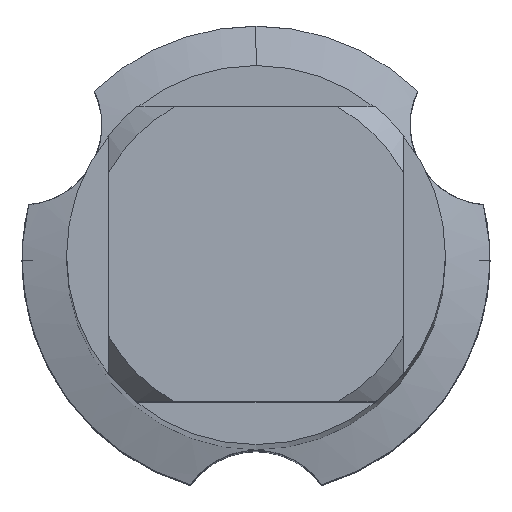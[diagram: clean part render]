
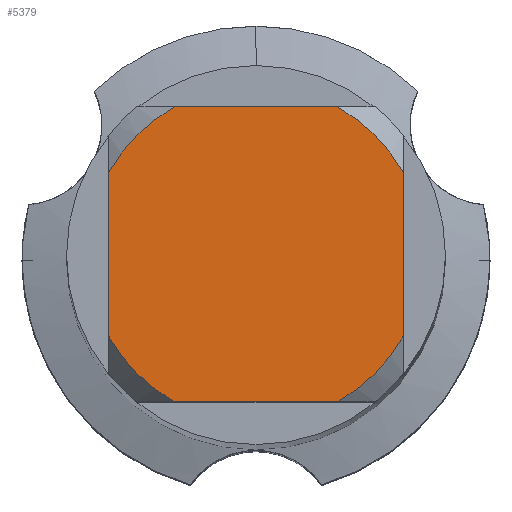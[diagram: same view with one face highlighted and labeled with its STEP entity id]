
A CAD part, top view. The second image highlights one B-rep face of the part: STEP entity #5379.
In plain terms, the highlighted planar face has unit normal (0, 0, 1).
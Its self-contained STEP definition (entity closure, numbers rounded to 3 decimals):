
#2219=VERTEX_POINT('',#5981);
#2589=EDGE_CURVE('',#4611,#4179,#6379,.T.);
#2595=VERTEX_POINT('',#6385);
#2859=VERTEX_POINT('',#6676);
#3323=VERTEX_POINT('',#7189);
#3421=EDGE_CURVE('',#2595,#4179,#7297,.T.);
#3579=VERTEX_POINT('',#7470);
#4103=EDGE_CURVE('',#4259,#2859,#8038,.T.);
#4161=EDGE_CURVE('',#3579,#2219,#8100,.T.);
#4173=EDGE_CURVE('',#4259,#3323,#8113,.T.);
#4179=VERTEX_POINT('',#8119);
#4259=VERTEX_POINT('',#8208);
#4503=EDGE_CURVE('',#4611,#3323,#8467,.T.);
#4611=VERTEX_POINT('',#8583);
#5323=EDGE_CURVE('',#2595,#2219,#9364,.T.);
#5379=ADVANCED_FACE('',(#9427),#9428,.T.);
#5435=EDGE_CURVE('',#3579,#2859,#9487,.T.);
#5981=CARTESIAN_POINT('',(-1.936,3.5,0.0));
#6379=LINE('',#11672,#11673);
#6385=CARTESIAN_POINT('',(1.936,3.5,0.0));
#6676=CARTESIAN_POINT('',(-3.5,-1.936,0.0));
#7189=CARTESIAN_POINT('',(1.936,-3.5,0.0));
#7297=CIRCLE('',#14193,4.0);
#7470=CARTESIAN_POINT('',(-3.5,1.936,0.0));
#8038=CIRCLE('',#16125,4.0);
#8100=CIRCLE('',#16323,4.0);
#8113=LINE('',#16370,#16371);
#8119=CARTESIAN_POINT('',(3.5,1.936,0.0));
#8208=CARTESIAN_POINT('',(-1.936,-3.5,0.0));
#8467=CIRCLE('',#17359,4.0);
#8583=CARTESIAN_POINT('',(3.5,-1.936,0.0));
#9364=LINE('',#19824,#19825);
#9427=FACE_OUTER_BOUND('',#19967,.T.);
#9428=PLANE('',#19968);
#9487=LINE('',#20145,#20146);
#11672=CARTESIAN_POINT('',(3.5,1.0,0.0));
#11673=VECTOR('',#21497,1.0);
#14193=AXIS2_PLACEMENT_3D('',#22635,#22636,#22637);
#16125=AXIS2_PLACEMENT_3D('',#23511,#23512,#23513);
#16323=AXIS2_PLACEMENT_3D('',#23566,#23567,#23568);
#16370=CARTESIAN_POINT('',(0.0,-3.5,0.0));
#16371=VECTOR('',#23581,1.0);
#17359=AXIS2_PLACEMENT_3D('',#23911,#23912,#23913);
#19824=CARTESIAN_POINT('',(0.0,3.5,0.0));
#19825=VECTOR('',#24896,1.0);
#19967=EDGE_LOOP('',(#24973,#24974,#24975,#24976,#24977,#24978,#24979,#24980));
#19968=AXIS2_PLACEMENT_3D('',#24981,#24982,#24983);
#20145=CARTESIAN_POINT('',(-3.5,1.0,0.0));
#20146=VECTOR('',#25019,1.0);
#21497=DIRECTION('',(-0.0,1.0,0.0));
#22635=CARTESIAN_POINT('',(0.0,0.0,0.0));
#22636=DIRECTION('',(0.0,0.0,-1.0));
#22637=DIRECTION('',(0.0,1.0,0.0));
#23511=CARTESIAN_POINT('',(0.0,0.0,0.0));
#23512=DIRECTION('',(0.0,0.0,-1.0));
#23513=DIRECTION('',(0.0,1.0,0.0));
#23566=CARTESIAN_POINT('',(0.0,0.0,0.0));
#23567=DIRECTION('',(0.0,0.0,-1.0));
#23568=DIRECTION('',(0.0,1.0,0.0));
#23581=DIRECTION('',(1.0,0.0,0.0));
#23911=CARTESIAN_POINT('',(0.0,0.0,0.0));
#23912=DIRECTION('',(0.0,0.0,-1.0));
#23913=DIRECTION('',(0.0,1.0,0.0));
#24896=DIRECTION('',(-1.0,0.0,0.0));
#24973=ORIENTED_EDGE('',*,*,#5435,.T.);
#24974=ORIENTED_EDGE('',*,*,#4103,.F.);
#24975=ORIENTED_EDGE('',*,*,#4173,.T.);
#24976=ORIENTED_EDGE('',*,*,#4503,.F.);
#24977=ORIENTED_EDGE('',*,*,#2589,.T.);
#24978=ORIENTED_EDGE('',*,*,#3421,.F.);
#24979=ORIENTED_EDGE('',*,*,#5323,.T.);
#24980=ORIENTED_EDGE('',*,*,#4161,.F.);
#24981=CARTESIAN_POINT('',(0.0,2.0,0.0));
#24982=DIRECTION('',(-0.0,0.0,1.0));
#24983=DIRECTION('',(0.0,-1.0,0.0));
#25019=DIRECTION('',(-0.0,-1.0,0.0));
